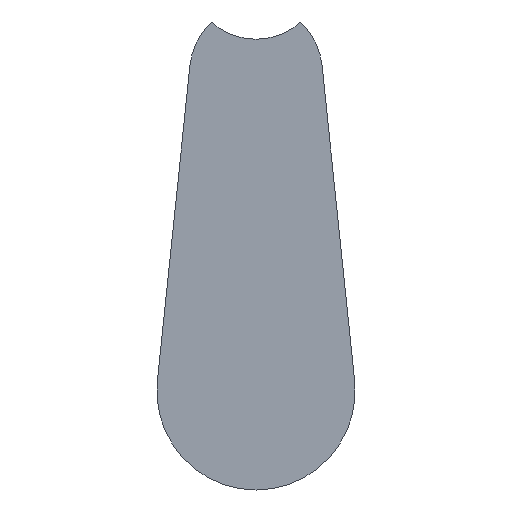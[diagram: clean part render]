
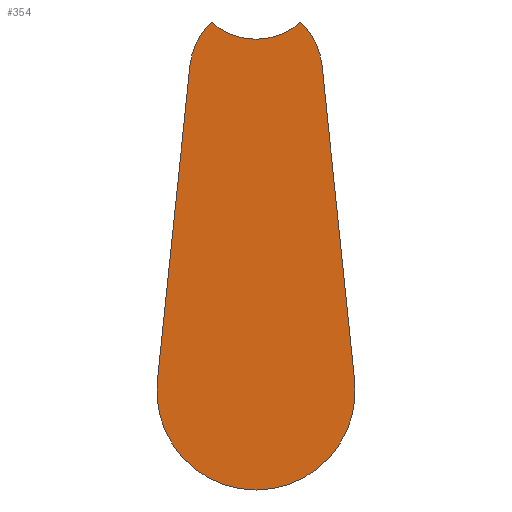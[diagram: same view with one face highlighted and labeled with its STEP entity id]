
A CAD part, front view. The second image highlights one B-rep face of the part: STEP entity #354.
In plain terms, the highlighted planar face has unit normal (0, -1, 0).
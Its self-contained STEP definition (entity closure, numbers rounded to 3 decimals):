
#8 = AXIS2_PLACEMENT_3D ( 'NONE', #140, #564, #356 ) ;
#25 = CARTESIAN_POINT ( 'NONE',  ( -2.765, 0., 244.374 ) ) ;
#34 = VERTEX_POINT ( 'NONE', #231 ) ;
#50 = LINE ( 'NONE', #416, #201 ) ;
#54 = DIRECTION ( 'NONE',  ( 0., 0., 1. ) ) ;
#55 = VERTEX_POINT ( 'NONE', #539 ) ;
#59 = EDGE_CURVE ( 'NONE', #55, #527, #98, .T. ) ;
#68 = EDGE_CURVE ( 'NONE', #285, #344, #71, .T. ) ;
#71 = LINE ( 'NONE', #598, #565 ) ;
#98 = CIRCLE ( 'NONE', #180, 50.8 ) ;
#117 = EDGE_CURVE ( 'NONE', #527, #344, #612, .T. ) ;
#120 = CIRCLE ( 'NONE', #8, 76.2 ) ;
#140 = CARTESIAN_POINT ( 'NONE',  ( 0., 0., 0. ) ) ;
#152 = AXIS2_PLACEMENT_3D ( 'NONE', #389, #592, #649 ) ;
#153 = FACE_OUTER_BOUND ( 'NONE', #521, .T. ) ;
#161 = CARTESIAN_POINT ( 'NONE',  ( -50.8, 0., 249.907 ) ) ;
#162 = ORIENTED_EDGE ( 'NONE', *, *, #68, .F. ) ;
#175 = EDGE_CURVE ( 'NONE', #626, #285, #120, .T. ) ;
#177 = DIRECTION ( 'NONE',  ( 0., 1., 0. ) ) ;
#179 = ORIENTED_EDGE ( 'NONE', *, *, #614, .T. ) ;
#180 = AXIS2_PLACEMENT_3D ( 'NONE', #536, #643, #487 ) ;
#201 = VECTOR ( 'NONE', #567, 1000. ) ;
#207 = AXIS2_PLACEMENT_3D ( 'NONE', #546, #442, #336 ) ;
#213 = ORIENTED_EDGE ( 'NONE', *, *, #59, .T. ) ;
#218 = CARTESIAN_POINT ( 'NONE',  ( 0., 0., 0. ) ) ;
#231 = CARTESIAN_POINT ( 'NONE',  ( 50.8, 0., 249.907 ) ) ;
#244 = CIRCLE ( 'NONE', #152, 76.2 ) ;
#248 = VERTEX_POINT ( 'NONE', #351 ) ;
#265 = AXIS2_PLACEMENT_3D ( 'NONE', #25, #277, #330 ) ;
#275 = ORIENTED_EDGE ( 'NONE', *, *, #175, .F. ) ;
#277 = DIRECTION ( 'NONE',  ( 0., 1., 0. ) ) ;
#285 = VERTEX_POINT ( 'NONE', #404 ) ;
#298 = AXIS2_PLACEMENT_3D ( 'NONE', #642, #177, #393 ) ;
#302 = EDGE_CURVE ( 'NONE', #384, #34, #50, .T. ) ;
#311 = ORIENTED_EDGE ( 'NONE', *, *, #570, .F. ) ;
#319 = DIRECTION ( 'NONE',  ( 0., 1., 0. ) ) ;
#322 = ORIENTED_EDGE ( 'NONE', *, *, #302, .T. ) ;
#330 = DIRECTION ( 'NONE',  ( 0., 0., 1. ) ) ;
#336 = DIRECTION ( 'NONE',  ( 0., 0., 1. ) ) ;
#344 = VERTEX_POINT ( 'NONE', #161 ) ;
#351 = CARTESIAN_POINT ( 'NONE',  ( 34.196, 0., 283.537 ) ) ;
#354 = ADVANCED_FACE ( 'NONE', ( #153 ), #625, .F. ) ;
#356 = DIRECTION ( 'NONE',  ( 0., 0., 1. ) ) ;
#381 = AXIS2_PLACEMENT_3D ( 'NONE', #218, #319, #54 ) ;
#384 = VERTEX_POINT ( 'NONE', #471 ) ;
#389 = CARTESIAN_POINT ( 'NONE',  ( 0., 0., 0. ) ) ;
#393 = DIRECTION ( 'NONE',  ( 0., 0., 1. ) ) ;
#394 = DIRECTION ( 'NONE',  ( 0.103, 0., 0.995 ) ) ;
#404 = CARTESIAN_POINT ( 'NONE',  ( -75.797, 0., 7.827 ) ) ;
#405 = ORIENTED_EDGE ( 'NONE', *, *, #478, .F. ) ;
#416 = CARTESIAN_POINT ( 'NONE',  ( 75.797, 0., 7.827 ) ) ;
#442 = DIRECTION ( 'NONE',  ( 0., -1., 0. ) ) ;
#471 = CARTESIAN_POINT ( 'NONE',  ( 75.797, 0., 7.827 ) ) ;
#478 = EDGE_CURVE ( 'NONE', #248, #34, #562, .T. ) ;
#487 = DIRECTION ( 'NONE',  ( 0., 0., 1. ) ) ;
#494 = CARTESIAN_POINT ( 'NONE',  ( -34.196, 0., 283.537 ) ) ;
#521 = EDGE_LOOP ( 'NONE', ( #311, #322, #405, #179, #213, #603, #162, #275 ) ) ;
#522 = CIRCLE ( 'NONE', #298, 50.8 ) ;
#527 = VERTEX_POINT ( 'NONE', #494 ) ;
#536 = CARTESIAN_POINT ( 'NONE',  ( 0., 0., 321.103 ) ) ;
#539 = CARTESIAN_POINT ( 'NONE',  ( 0., 0., 270.303 ) ) ;
#546 = CARTESIAN_POINT ( 'NONE',  ( 2.765, 0., 244.374 ) ) ;
#562 = CIRCLE ( 'NONE', #265, 53.85 ) ;
#564 = DIRECTION ( 'NONE',  ( 0., 1., 0. ) ) ;
#565 = VECTOR ( 'NONE', #394, 1000. ) ;
#567 = DIRECTION ( 'NONE',  ( -0.103, 0., 0.995 ) ) ;
#570 = EDGE_CURVE ( 'NONE', #384, #626, #244, .T. ) ;
#586 = CARTESIAN_POINT ( 'NONE',  ( 0., 0., -76.2 ) ) ;
#592 = DIRECTION ( 'NONE',  ( 0., 1., 0. ) ) ;
#598 = CARTESIAN_POINT ( 'NONE',  ( -75.797, 0., 7.827 ) ) ;
#603 = ORIENTED_EDGE ( 'NONE', *, *, #117, .T. ) ;
#612 = CIRCLE ( 'NONE', #207, 53.85 ) ;
#614 = EDGE_CURVE ( 'NONE', #248, #55, #522, .T. ) ;
#625 = PLANE ( 'NONE',  #381 ) ;
#626 = VERTEX_POINT ( 'NONE', #586 ) ;
#642 = CARTESIAN_POINT ( 'NONE',  ( 0., 0., 321.103 ) ) ;
#643 = DIRECTION ( 'NONE',  ( 0., 1., 0. ) ) ;
#649 = DIRECTION ( 'NONE',  ( 0., 0., 1. ) ) ;
